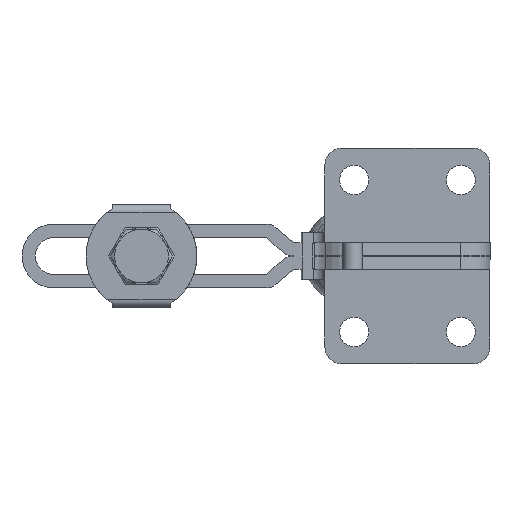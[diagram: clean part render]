
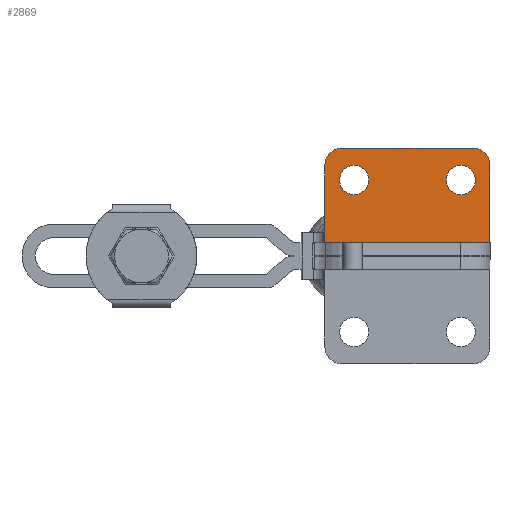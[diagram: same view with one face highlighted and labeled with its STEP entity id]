
A CAD part, front view. The second image highlights one B-rep face of the part: STEP entity #2869.
In plain terms, the highlighted planar face has unit normal (0, -1, 0).
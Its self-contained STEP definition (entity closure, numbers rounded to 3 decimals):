
#40 = DIRECTION ( 'NONE',  ( 0., -1., 0. ) ) ;
#348 = DIRECTION ( 'NONE',  ( 0., -1., 0. ) ) ;
#629 = ORIENTED_EDGE ( 'NONE', *, *, #10837, .F. ) ;
#1032 = VECTOR ( 'NONE', #6720, 1000. ) ;
#1042 = DIRECTION ( 'NONE',  ( 0., 0., -1. ) ) ;
#1050 = VERTEX_POINT ( 'NONE', #10638 ) ;
#1155 = CIRCLE ( 'NONE', #4053, 4.35 ) ;
#1364 = EDGE_LOOP ( 'NONE', ( #12231, #2893 ) ) ;
#1619 = AXIS2_PLACEMENT_3D ( 'NONE', #4118, #7162, #4285 ) ;
#1808 = ORIENTED_EDGE ( 'NONE', *, *, #4729, .T. ) ;
#2127 = VERTEX_POINT ( 'NONE', #8138 ) ;
#2255 = EDGE_CURVE ( 'NONE', #2127, #4252, #8507, .T. ) ;
#2282 = CARTESIAN_POINT ( 'NONE',  ( -49.2, 0., 7. ) ) ;
#2614 = EDGE_CURVE ( 'NONE', #9736, #12655, #6742, .T. ) ;
#2619 = PLANE ( 'NONE',  #3432 ) ;
#2680 = CARTESIAN_POINT ( 'NONE',  ( -52., 0., 4. ) ) ;
#2869 = ADVANCED_FACE ( 'NONE', ( #8641, #3579, #3893 ), #2619, .F. ) ;
#2893 = ORIENTED_EDGE ( 'NONE', *, *, #5523, .F. ) ;
#3054 = EDGE_CURVE ( 'NONE', #4252, #1050, #12097, .T. ) ;
#3432 = AXIS2_PLACEMENT_3D ( 'NONE', #10261, #8066, #12669 ) ;
#3450 = DIRECTION ( 'NONE',  ( 0., -1., 0. ) ) ;
#3542 = CARTESIAN_POINT ( 'NONE',  ( -5., 0., 27.15 ) ) ;
#3579 = FACE_BOUND ( 'NONE', #8543, .T. ) ;
#3893 = FACE_OUTER_BOUND ( 'NONE', #10470, .T. ) ;
#3942 = VERTEX_POINT ( 'NONE', #6841 ) ;
#3984 = ORIENTED_EDGE ( 'NONE', *, *, #4450, .T. ) ;
#4053 = AXIS2_PLACEMENT_3D ( 'NONE', #5489, #12513, #6485 ) ;
#4118 = CARTESIAN_POINT ( 'NONE',  ( -8.7, 0., 22.65 ) ) ;
#4134 = ORIENTED_EDGE ( 'NONE', *, *, #3054, .T. ) ;
#4252 = VERTEX_POINT ( 'NONE', #5274 ) ;
#4285 = DIRECTION ( 'NONE',  ( 0., 0., -1. ) ) ;
#4323 = DIRECTION ( 'NONE',  ( 0., 0., -1. ) ) ;
#4450 = EDGE_CURVE ( 'NONE', #3942, #10677, #4482, .T. ) ;
#4482 = LINE ( 'NONE', #2680, #9867 ) ;
#4684 = ORIENTED_EDGE ( 'NONE', *, *, #2255, .T. ) ;
#4687 = CARTESIAN_POINT ( 'NONE',  ( -8.7, 0., 18.3 ) ) ;
#4729 = EDGE_CURVE ( 'NONE', #1050, #7249, #6520, .T. ) ;
#5107 = VERTEX_POINT ( 'NONE', #12922 ) ;
#5274 = CARTESIAN_POINT ( 'NONE',  ( -5., 0., 32.15 ) ) ;
#5489 = CARTESIAN_POINT ( 'NONE',  ( -40.5, 0., 22.65 ) ) ;
#5523 = EDGE_CURVE ( 'NONE', #11537, #5107, #11728, .T. ) ;
#5582 = CARTESIAN_POINT ( 'NONE',  ( -8.7, 0., 27. ) ) ;
#5688 = CARTESIAN_POINT ( 'NONE',  ( 0., 0., 7. ) ) ;
#6214 = CARTESIAN_POINT ( 'NONE',  ( -49.2, 0., 27.15 ) ) ;
#6263 = EDGE_CURVE ( 'NONE', #7249, #3942, #8071, .T. ) ;
#6356 = DIRECTION ( 'NONE',  ( 0., 0., -1. ) ) ;
#6403 = CARTESIAN_POINT ( 'NONE',  ( -8.7, 0., 22.65 ) ) ;
#6447 = ORIENTED_EDGE ( 'NONE', *, *, #2614, .F. ) ;
#6485 = DIRECTION ( 'NONE',  ( 0., 0., -1. ) ) ;
#6520 = CIRCLE ( 'NONE', #7449, 5. ) ;
#6680 = DIRECTION ( 'NONE',  ( 0., 0., -1. ) ) ;
#6720 = DIRECTION ( 'NONE',  ( -1., 0., 0. ) ) ;
#6723 = CIRCLE ( 'NONE', #7514, 4.35 ) ;
#6742 = CIRCLE ( 'NONE', #1619, 4.35 ) ;
#6841 = CARTESIAN_POINT ( 'NONE',  ( -49.2, 0., 4. ) ) ;
#6956 = AXIS2_PLACEMENT_3D ( 'NONE', #3542, #3450, #6356 ) ;
#7103 = CARTESIAN_POINT ( 'NONE',  ( -40.5, 0., 22.65 ) ) ;
#7162 = DIRECTION ( 'NONE',  ( 0., -1., 0. ) ) ;
#7249 = VERTEX_POINT ( 'NONE', #6214 ) ;
#7426 = DIRECTION ( 'NONE',  ( 0., 0., -1. ) ) ;
#7449 = AXIS2_PLACEMENT_3D ( 'NONE', #12737, #8539, #11086 ) ;
#7514 = AXIS2_PLACEMENT_3D ( 'NONE', #6403, #348, #7426 ) ;
#8066 = DIRECTION ( 'NONE',  ( 0., 1., 0. ) ) ;
#8071 = LINE ( 'NONE', #2282, #9379 ) ;
#8138 = CARTESIAN_POINT ( 'NONE',  ( 0., 0., 27.15 ) ) ;
#8335 = ORIENTED_EDGE ( 'NONE', *, *, #9271, .F. ) ;
#8507 = CIRCLE ( 'NONE', #6956, 5. ) ;
#8539 = DIRECTION ( 'NONE',  ( 0., -1., 0. ) ) ;
#8543 = EDGE_LOOP ( 'NONE', ( #629, #6447 ) ) ;
#8641 = FACE_BOUND ( 'NONE', #1364, .T. ) ;
#8764 = AXIS2_PLACEMENT_3D ( 'NONE', #7103, #40, #1042 ) ;
#8851 = ORIENTED_EDGE ( 'NONE', *, *, #6263, .T. ) ;
#9271 = EDGE_CURVE ( 'NONE', #2127, #10677, #10076, .T. ) ;
#9379 = VECTOR ( 'NONE', #4323, 1000. ) ;
#9736 = VERTEX_POINT ( 'NONE', #5582 ) ;
#9772 = CARTESIAN_POINT ( 'NONE',  ( -44.2, 0., 32.15 ) ) ;
#9867 = VECTOR ( 'NONE', #11743, 1000. ) ;
#10076 = LINE ( 'NONE', #5688, #12114 ) ;
#10261 = CARTESIAN_POINT ( 'NONE',  ( -49.2, 0., 7. ) ) ;
#10470 = EDGE_LOOP ( 'NONE', ( #8851, #3984, #8335, #4684, #4134, #1808 ) ) ;
#10638 = CARTESIAN_POINT ( 'NONE',  ( -44.2, 0., 32.15 ) ) ;
#10677 = VERTEX_POINT ( 'NONE', #11150 ) ;
#10837 = EDGE_CURVE ( 'NONE', #12655, #9736, #6723, .T. ) ;
#11086 = DIRECTION ( 'NONE',  ( 0., 0., -1. ) ) ;
#11150 = CARTESIAN_POINT ( 'NONE',  ( 0., 0., 4. ) ) ;
#11417 = EDGE_CURVE ( 'NONE', #5107, #11537, #1155, .T. ) ;
#11537 = VERTEX_POINT ( 'NONE', #11797 ) ;
#11728 = CIRCLE ( 'NONE', #8764, 4.35 ) ;
#11743 = DIRECTION ( 'NONE',  ( 1., 0., 0. ) ) ;
#11797 = CARTESIAN_POINT ( 'NONE',  ( -40.5, 0., 27. ) ) ;
#12097 = LINE ( 'NONE', #9772, #1032 ) ;
#12114 = VECTOR ( 'NONE', #6680, 1000. ) ;
#12231 = ORIENTED_EDGE ( 'NONE', *, *, #11417, .F. ) ;
#12513 = DIRECTION ( 'NONE',  ( 0., -1., 0. ) ) ;
#12655 = VERTEX_POINT ( 'NONE', #4687 ) ;
#12669 = DIRECTION ( 'NONE',  ( 0., 0., 1. ) ) ;
#12737 = CARTESIAN_POINT ( 'NONE',  ( -44.2, 0., 27.15 ) ) ;
#12922 = CARTESIAN_POINT ( 'NONE',  ( -40.5, 0., 18.3 ) ) ;
